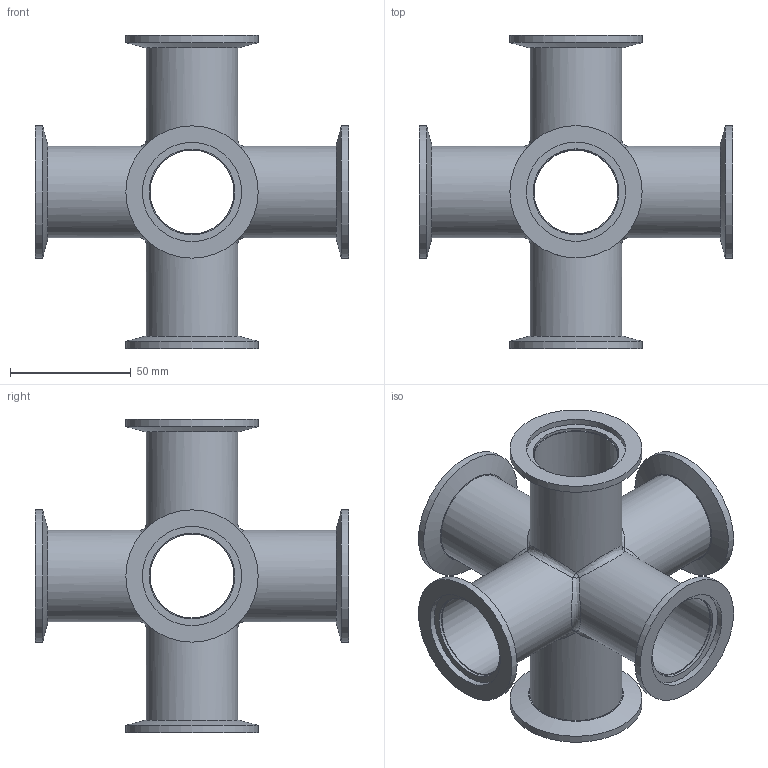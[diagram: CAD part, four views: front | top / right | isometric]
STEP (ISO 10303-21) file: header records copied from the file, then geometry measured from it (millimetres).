
FILE_DESCRIPTION (( 'STEP AP214' ), '1' );
FILE_NAME ('FULLVAC X61KF40.STEP', '2019-04-23T15:13:47', ( '' ), ( '' ), 'SwSTEP 2.0', 'SolidWorks 2017', '' );
FILE_SCHEMA (( 'AUTOMOTIVE_DESIGN' ));
Length unit declared in the file: millimetre
Products named in the file (3): 1^FULLVAC X61KF40; FULLVAC X61KF40; 2^FULLVAC X61KF40
Assembly tree (7 placements, depth 2):
  FULLVAC X61KF40
    1^FULLVAC X61KF40
    2^FULLVAC X61KF40  x6
Bounding box: 130 x 130 x 130 mm (x, y, z)
Volume: 78659.2 mm3; surface area: 85748.8 mm2
Topology: 7 solids, 7 shells, 112 faces, 222 edges, 132 vertices
Faces by surface type: bspline 40, cylinder 36, plane 30, cone 6
Full cylindrical faces by diameter (mm): 34.8 x6, 35.58 x6, 38.1 x6, 38.35 x6, 41.2 x6, 54.9 x6
Entity records: 8900 total; most frequent: CARTESIAN_POINT 7024, ORIENTED_EDGE 234, EDGE_CURVE 117, DIRECTION 116, B_SPLINE_CURVE_WITH_KNOTS 96, EDGE_LOOP 94, FACE_OUTER_BOUND 83, UNCERTAINTY_MEASURE_WITH_UNIT 74
